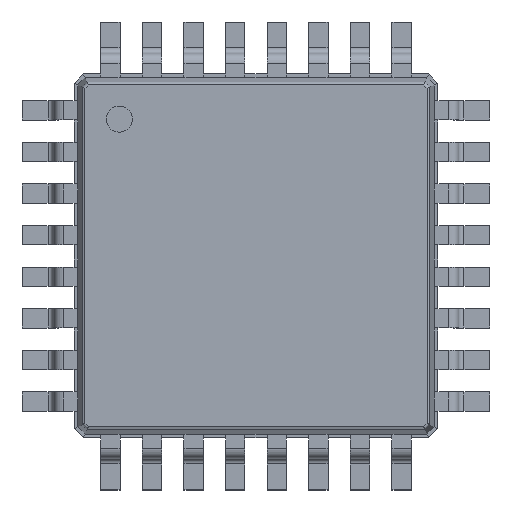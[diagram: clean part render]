
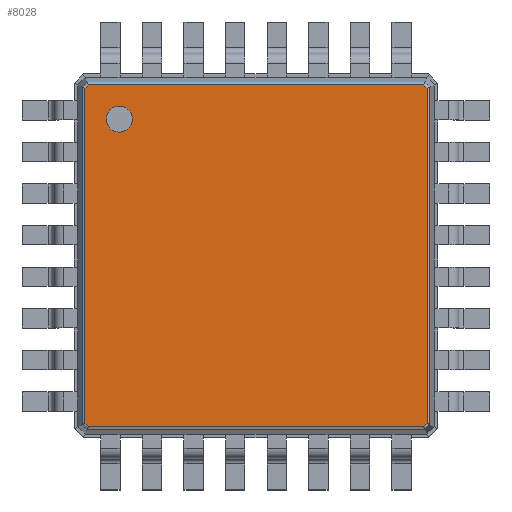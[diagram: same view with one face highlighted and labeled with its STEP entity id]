
A CAD part, top view. The second image highlights one B-rep face of the part: STEP entity #8028.
In plain terms, the highlighted planar face has unit normal (0, 0, 1).
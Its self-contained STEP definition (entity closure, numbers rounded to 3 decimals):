
#3665 = VERTEX_POINT('',#3666);
#3666 = CARTESIAN_POINT('',(-3.289,-3.224,1.1));
#4343 = EDGE_CURVE('',#3665,#4344,#4346,.T.);
#4344 = VERTEX_POINT('',#4345);
#4345 = CARTESIAN_POINT('',(-3.289,3.224,1.1));
#4346 = B_SPLINE_CURVE_WITH_KNOTS('',2,(#4347,#4348,#4349,#4350,#4351),
.UNSPECIFIED.,.F.,.F.,(3,1,1,3),(-0.358,-0.04,
6.52,6.837),.UNSPECIFIED.);
#4347 = CARTESIAN_POINT('',(-3.289,-3.597,1.1));
#4348 = CARTESIAN_POINT('',(-3.289,-3.439,1.1));
#4349 = CARTESIAN_POINT('',(-3.289,0.,1.1));
#4350 = CARTESIAN_POINT('',(-3.289,3.439,1.1));
#4351 = CARTESIAN_POINT('',(-3.289,3.597,1.1));
#7385 = EDGE_CURVE('',#4344,#7386,#7388,.T.);
#7386 = VERTEX_POINT('',#7387);
#7387 = CARTESIAN_POINT('',(-3.224,3.289,1.1));
#7388 = B_SPLINE_CURVE_WITH_KNOTS('',2,(#7389,#7390,#7391,#7392,#7393),
.UNSPECIFIED.,.F.,.F.,(3,1,1,3),(-0.163,-0.04,
0.167,0.29),.UNSPECIFIED.);
#7389 = CARTESIAN_POINT('',(-3.416,3.096,1.1));
#7390 = CARTESIAN_POINT('',(-3.373,3.14,1.1));
#7391 = CARTESIAN_POINT('',(-3.256,3.256,1.1));
#7392 = CARTESIAN_POINT('',(-3.14,3.373,1.1));
#7393 = CARTESIAN_POINT('',(-3.096,3.416,1.1));
#7706 = VERTEX_POINT('',#7707);
#7707 = CARTESIAN_POINT('',(-3.224,-3.289,1.1));
#8003 = EDGE_CURVE('',#7706,#3665,#8004,.T.);
#8004 = B_SPLINE_CURVE_WITH_KNOTS('',2,(#8005,#8006,#8007,#8008,#8009),
.UNSPECIFIED.,.F.,.F.,(3,1,1,3),(-0.163,-0.04,
0.167,0.29),.UNSPECIFIED.);
#8005 = CARTESIAN_POINT('',(-3.096,-3.416,1.1));
#8006 = CARTESIAN_POINT('',(-3.14,-3.373,1.1));
#8007 = CARTESIAN_POINT('',(-3.256,-3.256,1.1));
#8008 = CARTESIAN_POINT('',(-3.373,-3.14,1.1));
#8009 = CARTESIAN_POINT('',(-3.416,-3.096,1.1));
#8028 = ADVANCED_FACE('',(#8029,#8082),#8093,.F.);
#8029 = FACE_BOUND('',#8030,.F.);
#8030 = EDGE_LOOP('',(#8031,#8043,#8053,#8063,#8071,#8072,#8073,#8074));
#8031 = ORIENTED_EDGE('',*,*,#8032,.T.);
#8032 = EDGE_CURVE('',#8033,#8035,#8037,.T.);
#8033 = VERTEX_POINT('',#8034);
#8034 = CARTESIAN_POINT('',(3.224,3.289,1.1));
#8035 = VERTEX_POINT('',#8036);
#8036 = CARTESIAN_POINT('',(3.289,3.224,1.1));
#8037 = B_SPLINE_CURVE_WITH_KNOTS('',2,(#8038,#8039,#8040,#8041,#8042),
.UNSPECIFIED.,.F.,.F.,(3,1,1,3),(-0.163,-0.04,
0.167,0.29),.UNSPECIFIED.);
#8038 = CARTESIAN_POINT('',(3.096,3.416,1.1));
#8039 = CARTESIAN_POINT('',(3.14,3.373,1.1));
#8040 = CARTESIAN_POINT('',(3.256,3.256,1.1));
#8041 = CARTESIAN_POINT('',(3.373,3.14,1.1));
#8042 = CARTESIAN_POINT('',(3.416,3.096,1.1));
#8043 = ORIENTED_EDGE('',*,*,#8044,.T.);
#8044 = EDGE_CURVE('',#8035,#8045,#8047,.T.);
#8045 = VERTEX_POINT('',#8046);
#8046 = CARTESIAN_POINT('',(3.289,-3.224,1.1));
#8047 = B_SPLINE_CURVE_WITH_KNOTS('',2,(#8048,#8049,#8050,#8051,#8052),
.UNSPECIFIED.,.F.,.F.,(3,1,1,3),(-0.358,-0.04,
6.52,6.837),.UNSPECIFIED.);
#8048 = CARTESIAN_POINT('',(3.289,3.597,1.1));
#8049 = CARTESIAN_POINT('',(3.289,3.439,1.1));
#8050 = CARTESIAN_POINT('',(3.289,0.,1.1));
#8051 = CARTESIAN_POINT('',(3.289,-3.439,1.1));
#8052 = CARTESIAN_POINT('',(3.289,-3.597,1.1));
#8053 = ORIENTED_EDGE('',*,*,#8054,.T.);
#8054 = EDGE_CURVE('',#8045,#8055,#8057,.T.);
#8055 = VERTEX_POINT('',#8056);
#8056 = CARTESIAN_POINT('',(3.224,-3.289,1.1));
#8057 = B_SPLINE_CURVE_WITH_KNOTS('',2,(#8058,#8059,#8060,#8061,#8062),
.UNSPECIFIED.,.F.,.F.,(3,1,1,3),(-0.163,-0.04,
0.167,0.29),.UNSPECIFIED.);
#8058 = CARTESIAN_POINT('',(3.416,-3.096,1.1));
#8059 = CARTESIAN_POINT('',(3.373,-3.14,1.1));
#8060 = CARTESIAN_POINT('',(3.256,-3.256,1.1));
#8061 = CARTESIAN_POINT('',(3.14,-3.373,1.1));
#8062 = CARTESIAN_POINT('',(3.096,-3.416,1.1));
#8063 = ORIENTED_EDGE('',*,*,#8064,.T.);
#8064 = EDGE_CURVE('',#8055,#7706,#8065,.T.);
#8065 = B_SPLINE_CURVE_WITH_KNOTS('',2,(#8066,#8067,#8068,#8069,#8070),
.UNSPECIFIED.,.F.,.F.,(3,1,1,3),(-0.358,-0.04,
6.52,6.837),.UNSPECIFIED.);
#8066 = CARTESIAN_POINT('',(3.597,-3.289,1.1));
#8067 = CARTESIAN_POINT('',(3.439,-3.289,1.1));
#8068 = CARTESIAN_POINT('',(0.,-3.289,1.1));
#8069 = CARTESIAN_POINT('',(-3.439,-3.289,1.1));
#8070 = CARTESIAN_POINT('',(-3.597,-3.289,1.1));
#8071 = ORIENTED_EDGE('',*,*,#8003,.T.);
#8072 = ORIENTED_EDGE('',*,*,#4343,.T.);
#8073 = ORIENTED_EDGE('',*,*,#7385,.T.);
#8074 = ORIENTED_EDGE('',*,*,#8075,.T.);
#8075 = EDGE_CURVE('',#7386,#8033,#8076,.T.);
#8076 = B_SPLINE_CURVE_WITH_KNOTS('',2,(#8077,#8078,#8079,#8080,#8081),
.UNSPECIFIED.,.F.,.F.,(3,1,1,3),(-0.358,-0.04,
6.52,6.837),.UNSPECIFIED.);
#8077 = CARTESIAN_POINT('',(-3.597,3.289,1.1));
#8078 = CARTESIAN_POINT('',(-3.439,3.289,1.1));
#8079 = CARTESIAN_POINT('',(0.,3.289,1.1));
#8080 = CARTESIAN_POINT('',(3.439,3.289,1.1));
#8081 = CARTESIAN_POINT('',(3.597,3.289,1.1));
#8082 = FACE_BOUND('',#8083,.F.);
#8083 = EDGE_LOOP('',(#8084));
#8084 = ORIENTED_EDGE('',*,*,#8085,.T.);
#8085 = EDGE_CURVE('',#8086,#8086,#8088,.T.);
#8086 = VERTEX_POINT('',#8087);
#8087 = CARTESIAN_POINT('',(-2.629,2.379,1.1));
#8088 = CIRCLE('',#8089,0.25);
#8089 = AXIS2_PLACEMENT_3D('',#8090,#8091,#8092);
#8090 = CARTESIAN_POINT('',(-2.629,2.629,1.1));
#8091 = DIRECTION('',(0.,0.,1.));
#8092 = DIRECTION('',(0.,-1.,0.));
#8093 = PLANE('',#8094);
#8094 = AXIS2_PLACEMENT_3D('',#8095,#8096,#8097);
#8095 = CARTESIAN_POINT('',(-3.24,3.329,1.1));
#8096 = DIRECTION('',(0.,0.,-1.));
#8097 = DIRECTION('',(0.697,-0.717,0.));
